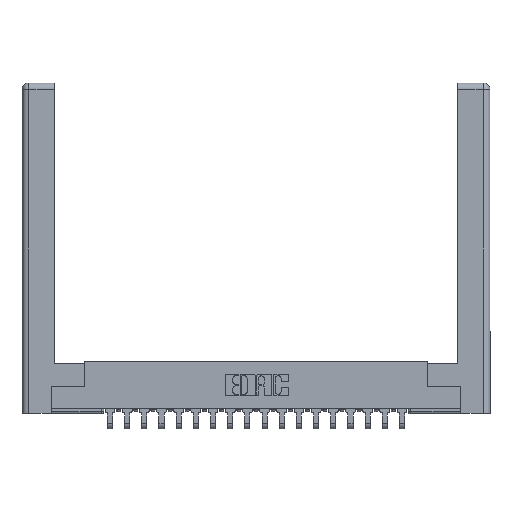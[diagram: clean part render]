
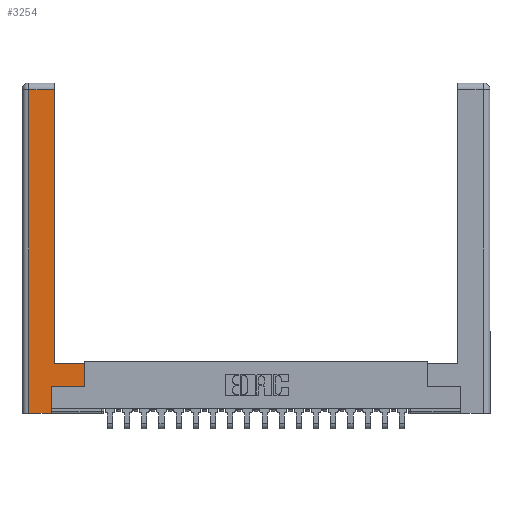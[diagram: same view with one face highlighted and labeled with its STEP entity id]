
A CAD part, top view. The second image highlights one B-rep face of the part: STEP entity #3254.
In plain terms, the highlighted planar face has unit normal (0, 0, 1).
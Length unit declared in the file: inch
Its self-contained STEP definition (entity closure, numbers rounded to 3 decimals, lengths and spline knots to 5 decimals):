
#498 = DIRECTION ( 'NONE',  ( -1., 0., 0. ) ) ;
#504 = DIRECTION ( 'NONE',  ( 1., 0., 0. ) ) ;
#1011 = VERTEX_POINT ( 'NONE', #6374 ) ;
#1544 = DIRECTION ( 'NONE',  ( 1., 0., 0. ) ) ;
#2215 = CARTESIAN_POINT ( 'NONE',  ( 0.295, 0.45, 0. ) ) ;
#2280 = VERTEX_POINT ( 'NONE', #13671 ) ;
#2652 = ORIENTED_EDGE ( 'NONE', *, *, #14859, .T. ) ;
#2991 = CARTESIAN_POINT ( 'NONE',  ( 0.565, 0.45, 0. ) ) ;
#3179 = LINE ( 'NONE', #13489, #20776 ) ;
#3254 = ADVANCED_FACE ( 'NONE', ( #11556 ), #20964, .F. ) ;
#3808 = ORIENTED_EDGE ( 'NONE', *, *, #20466, .T. ) ;
#3996 = VERTEX_POINT ( 'NONE', #8512 ) ;
#4129 = VECTOR ( 'NONE', #498, 39.37008 ) ;
#4695 = VECTOR ( 'NONE', #9634, 39.37008 ) ;
#5094 = VECTOR ( 'NONE', #1544, 39.37008 ) ;
#5305 = EDGE_CURVE ( 'NONE', #6150, #11408, #16119, .T. ) ;
#6150 = VERTEX_POINT ( 'NONE', #20428 ) ;
#6374 = CARTESIAN_POINT ( 'NONE',  ( 0.265, 0., 0. ) ) ;
#6625 = CARTESIAN_POINT ( 'NONE',  ( 0.265, 0.245, 0. ) ) ;
#6806 = DIRECTION ( 'NONE',  ( 0., 1., 0. ) ) ;
#6886 = EDGE_CURVE ( 'NONE', #10495, #15142, #13511, .T. ) ;
#7245 = ORIENTED_EDGE ( 'NONE', *, *, #12213, .T. ) ;
#7273 = CARTESIAN_POINT ( 'NONE',  ( 0.295, 2.94, 0. ) ) ;
#7655 = ORIENTED_EDGE ( 'NONE', *, *, #6886, .T. ) ;
#8512 = CARTESIAN_POINT ( 'NONE',  ( 0.0615, 2.94, 0. ) ) ;
#8675 = VECTOR ( 'NONE', #16528, 39.37008 ) ;
#9016 = LINE ( 'NONE', #2991, #4695 ) ;
#9074 = CARTESIAN_POINT ( 'NONE',  ( 0.0615, 0., 0. ) ) ;
#9504 = DIRECTION ( 'NONE',  ( 0., -1., 0. ) ) ;
#9569 = DIRECTION ( 'NONE',  ( -1., 0., 0. ) ) ;
#9595 = EDGE_LOOP ( 'NONE', ( #3808, #2652, #10061, #18118, #17529, #7655, #7245, #18610 ) ) ;
#9634 = DIRECTION ( 'NONE',  ( 0., 1., 0. ) ) ;
#10020 = EDGE_CURVE ( 'NONE', #2280, #1011, #3179, .T. ) ;
#10061 = ORIENTED_EDGE ( 'NONE', *, *, #13943, .T. ) ;
#10391 = VECTOR ( 'NONE', #6806, 39.37008 ) ;
#10495 = VERTEX_POINT ( 'NONE', #6625 ) ;
#10786 = CARTESIAN_POINT ( 'NONE',  ( 0.295, 0.45, 0. ) ) ;
#11026 = CARTESIAN_POINT ( 'NONE',  ( 0.565, 0.245, 0. ) ) ;
#11342 = DIRECTION ( 'NONE',  ( 0., 0., -1. ) ) ;
#11408 = VERTEX_POINT ( 'NONE', #10786 ) ;
#11496 = AXIS2_PLACEMENT_3D ( 'NONE', #17620, #11342, #9569 ) ;
#11556 = FACE_OUTER_BOUND ( 'NONE', #9595, .T. ) ;
#12213 = EDGE_CURVE ( 'NONE', #15142, #6150, #9016, .T. ) ;
#12752 = LINE ( 'NONE', #14676, #8675 ) ;
#13489 = CARTESIAN_POINT ( 'NONE',  ( 0.265, 0., 0. ) ) ;
#13511 = LINE ( 'NONE', #18758, #5094 ) ;
#13563 = CARTESIAN_POINT ( 'NONE',  ( 0.295, 3., 0. ) ) ;
#13668 = VECTOR ( 'NONE', #16181, 39.37008 ) ;
#13671 = CARTESIAN_POINT ( 'NONE',  ( 0.0615, 0., 0. ) ) ;
#13943 = EDGE_CURVE ( 'NONE', #3996, #2280, #19410, .T. ) ;
#14337 = CARTESIAN_POINT ( 'NONE',  ( 0.265, 0.245, 0. ) ) ;
#14676 = CARTESIAN_POINT ( 'NONE',  ( 0.0615, 2.94, 0. ) ) ;
#14859 = EDGE_CURVE ( 'NONE', #16585, #3996, #12752, .T. ) ;
#15078 = VECTOR ( 'NONE', #9504, 39.37008 ) ;
#15142 = VERTEX_POINT ( 'NONE', #11026 ) ;
#15188 = LINE ( 'NONE', #14337, #13668 ) ;
#16119 = LINE ( 'NONE', #2215, #4129 ) ;
#16181 = DIRECTION ( 'NONE',  ( 0., 1., 0. ) ) ;
#16528 = DIRECTION ( 'NONE',  ( -1., 0., 0. ) ) ;
#16585 = VERTEX_POINT ( 'NONE', #7273 ) ;
#17529 = ORIENTED_EDGE ( 'NONE', *, *, #20899, .T. ) ;
#17620 = CARTESIAN_POINT ( 'NONE',  ( 0., 0., 0. ) ) ;
#18118 = ORIENTED_EDGE ( 'NONE', *, *, #10020, .T. ) ;
#18610 = ORIENTED_EDGE ( 'NONE', *, *, #5305, .T. ) ;
#18758 = CARTESIAN_POINT ( 'NONE',  ( 0.565, 0.245, 0. ) ) ;
#19032 = LINE ( 'NONE', #13563, #10391 ) ;
#19410 = LINE ( 'NONE', #9074, #15078 ) ;
#20428 = CARTESIAN_POINT ( 'NONE',  ( 0.565, 0.45, 0. ) ) ;
#20466 = EDGE_CURVE ( 'NONE', #11408, #16585, #19032, .T. ) ;
#20776 = VECTOR ( 'NONE', #504, 39.37008 ) ;
#20899 = EDGE_CURVE ( 'NONE', #1011, #10495, #15188, .T. ) ;
#20964 = PLANE ( 'NONE',  #11496 ) ;
